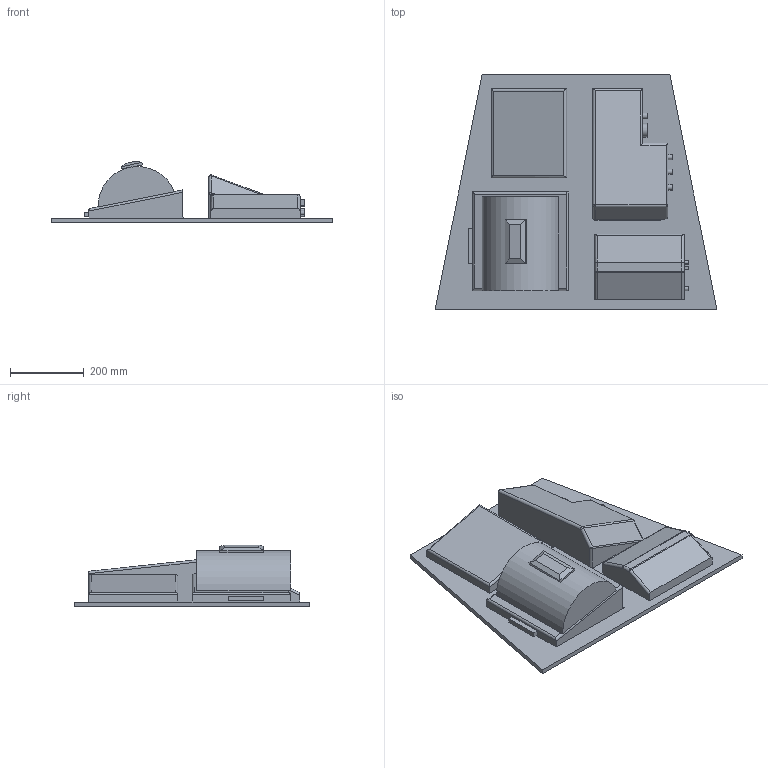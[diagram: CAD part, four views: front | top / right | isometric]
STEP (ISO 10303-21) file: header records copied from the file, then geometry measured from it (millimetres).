
FILE_DESCRIPTION(/* description */ (''),/* implementation_level */ '2;1');
FILE_NAME(/* name */ 'inertialGuidance.prt.stp',/* time_stamp */ '2019-10-07T12:15:24-04:00',/* author */ (''),/* organization */ (''),/* preprocessor_version */ 'ST-DEVELOPER v16.7',/* originating_system */ 'SIEMENS PLM Software NX 1872',/* authorisation */ '');
FILE_SCHEMA (('AUTOMOTIVE_DESIGN { 1 0 10303 214 3 1 1 1 }'));
Length unit declared in the file: inch
Products named in the file (1): inertialGuidance
Bounding box: 762 x 635 x 166.91 mm (x, y, z)
Volume: 21165786.1 mm3; surface area: 1227975.2 mm2
Topology: 4 solids, 4 shells, 120 faces, 279 edges, 178 vertices
Faces by surface type: plane 75, cylinder 38, sphere 7
Full cylindrical faces by diameter (mm): 6.331 x1, 7.794 x1, 8.89 x2, 10.639 x1, 13.071 x2, 14.328 x1, 16.086 x1
Entity records: 3260 total; most frequent: DIRECTION 572, CARTESIAN_POINT 542, ORIENTED_EDGE 508, EDGE_CURVE 254, AXIS2_PLACEMENT_3D 197, LINE 178, VECTOR 178, VERTEX_POINT 167
